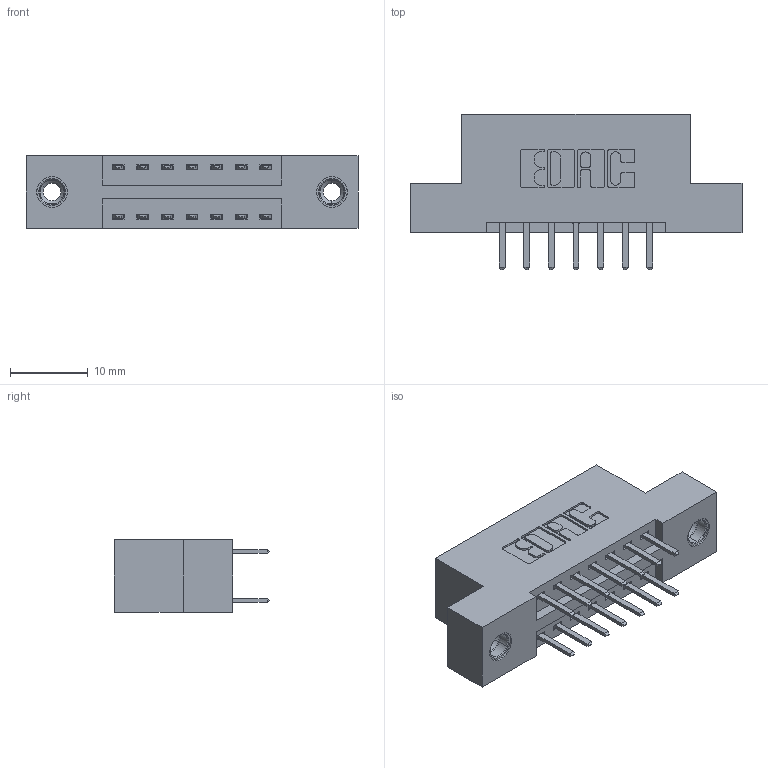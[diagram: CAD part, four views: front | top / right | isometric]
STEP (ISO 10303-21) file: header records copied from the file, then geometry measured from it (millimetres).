
FILE_DESCRIPTION (( 'STEP AP203' ), '1' );
FILE_NAME ('396-014-520-208.STEP', '2018-08-31T08:55:41', ( '' ), ( '' ), 'SwSTEP 2.0', 'SolidWorks 2016', '' );
FILE_SCHEMA (( 'CONFIG_CONTROL_DESIGN' ));
Length unit declared in the file: inch
Products named in the file (4): 346 Part_Flush Mounting Lugs - 0.156 Dia-TI; 345-292-001_345-293-120; 345-250-001_345-250-003-102; 396-014-520-208
Assembly tree (17 placements, depth 2):
  396-014-520-208
    346 Part_Flush Mounting Lugs - 0.156 Dia-TI
    345-292-001_345-293-120  x14
    345-250-001_345-250-003-102  x2
Bounding box: 42.8 x 20.02 x 9.4 mm (x, y, z)
Volume: 3888.9 mm3; surface area: 4801.1 mm2
Topology: 17 solids, 17 shells, 966 faces, 2747 edges, 1786 vertices
Faces by surface type: plane 626, cylinder 324, cone 12, torus 4
Entity records: 10580 total; most frequent: CARTESIAN_POINT 1787, ORIENTED_EDGE 1702, DIRECTION 1641, EDGE_CURVE 851, LINE 667, VECTOR 667, VERTEX_POINT 560, AXIS2_PLACEMENT_3D 487
